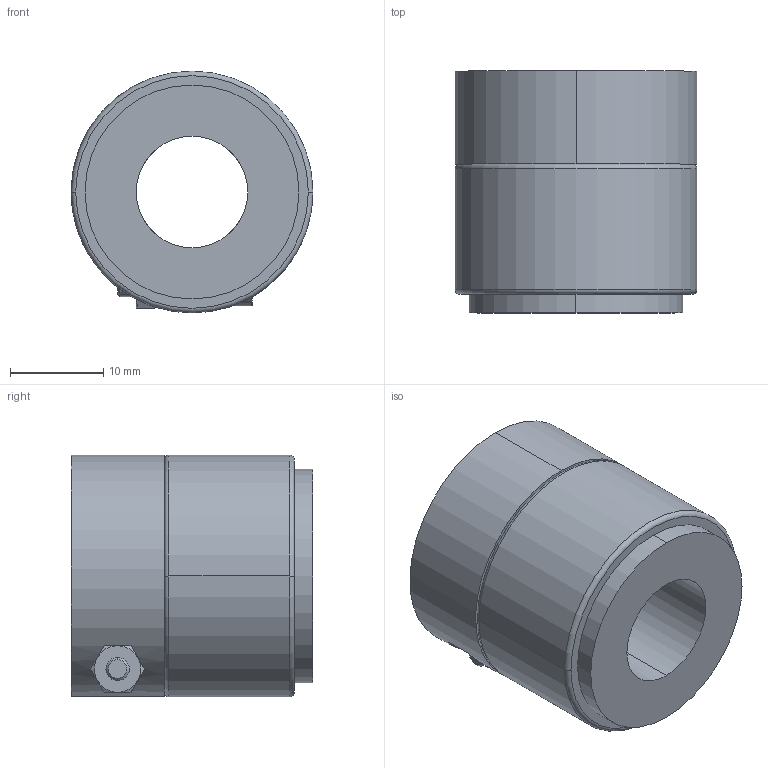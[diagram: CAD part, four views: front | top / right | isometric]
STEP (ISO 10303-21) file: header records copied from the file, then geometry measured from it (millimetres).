
FILE_DESCRIPTION (( 'STEP AP203' ), '1' );
FILE_NAME ('MAG-PM2614C-P08-ID12.STEP', '2020-05-14T02:39:01', ( '' ), ( '' ), 'SwSTEP 2.0', 'SolidWorks 2019', '' );
FILE_SCHEMA (( 'CONFIG_CONTROL_DESIGN' ));
Length unit declared in the file: millimetre
Products named in the file (7): MAG-RSC-OD26-ID15-L10-M2-5 束緊環; MAG-2614-磁圈; MAG-BSC-OD23-ID12-L26 磁性環襯套; MAG-PM2614C-P08-ID12; hexagon socket head cap screw_jis_JIS B 1176 M2.5 x 12 (12) --C; hexagon nut_1_jis_JIS B 1181 Hexagon nut - Class 1 Finished M2.5 --C
Assembly tree (6 placements, depth 3):
  MAG-PM2614C-P08-ID12
    MAG-BSC-OD23-ID12-L26 磁性環襯套
    MAG-2614-磁圈
    MAG-RSC-OD26-ID15-L10-M2-5 束緊環
      MAG-RSC-OD26-ID15-L10-M2-5 束緊環
      hexagon nut_1_jis_JIS B 1181 Hexagon nut - Class 1 Finished M2.5 --C
      hexagon socket head cap screw_jis_JIS B 1176 M2.5 x 12 (12) --C
Bounding box: 26 x 26 x 26 mm (x, y, z)
Volume: 10160.6 mm3; surface area: 8265.9 mm2
Topology: 7 solids, 7 shells, 121 faces, 279 edges, 175 vertices
Faces by surface type: plane 60, cylinder 39, cone 14, torus 8
Entity records: 4244 total; most frequent: CARTESIAN_POINT 692, DIRECTION 635, ORIENTED_EDGE 554, EDGE_CURVE 277, AXIS2_PLACEMENT_3D 244, VERTEX_POINT 175, LINE 147, VECTOR 147
